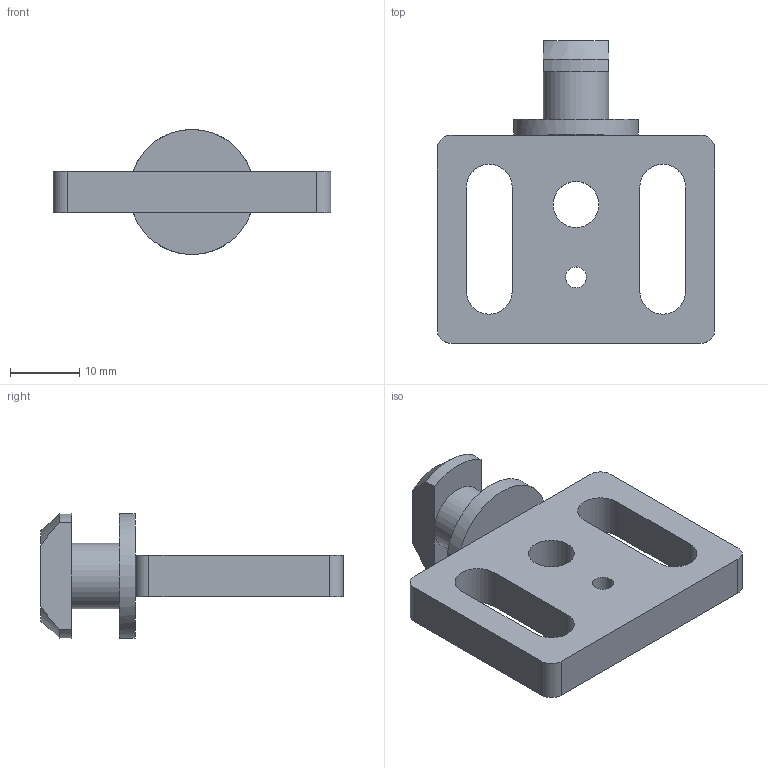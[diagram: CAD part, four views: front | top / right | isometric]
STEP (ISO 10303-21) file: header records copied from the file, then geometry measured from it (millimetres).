
FILE_DESCRIPTION(/* description */ (''),/* implementation_level */ '2;1');
FILE_NAME(/* name */ 'ZB-3436_Türgleiter-10.stp',/* time_stamp */ '2020-07-21T14:30:04+02:00',/* author */ ('jmaun'),/* organization */ (''),/* preprocessor_version */ 'ST-DEVELOPER v17',/* originating_system */ 'Autodesk Inventor 2019',/* authorisation */ '');
FILE_SCHEMA (('AUTOMOTIVE_DESIGN { 1 0 10303 214 3 1 1 }'));
Length unit declared in the file: millimetre
Products named in the file (1): ZB-3436_Türgleiter-10
Bounding box: 40 x 43.6 x 18 mm (x, y, z)
Volume: 7064 mm3; surface area: 4381.6 mm2
Topology: 1 solids, 1 shells, 35 faces, 96 edges, 64 vertices
Faces by surface type: plane 19, cylinder 14, cone 2
Full cylindrical faces by diameter (mm): 3 x1, 6.6 x1, 9.5 x1, 18 x1
Entity records: 1232 total; most frequent: DIRECTION 206, CARTESIAN_POINT 204, ORIENTED_EDGE 192, EDGE_CURVE 96, AXIS2_PLACEMENT_3D 78, VERTEX_POINT 64, LINE 50, VECTOR 50
